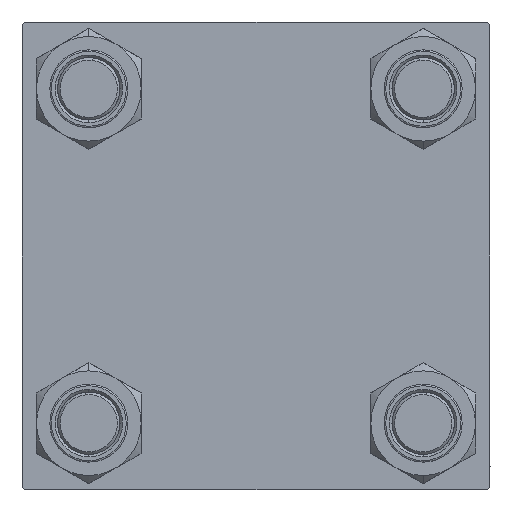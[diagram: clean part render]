
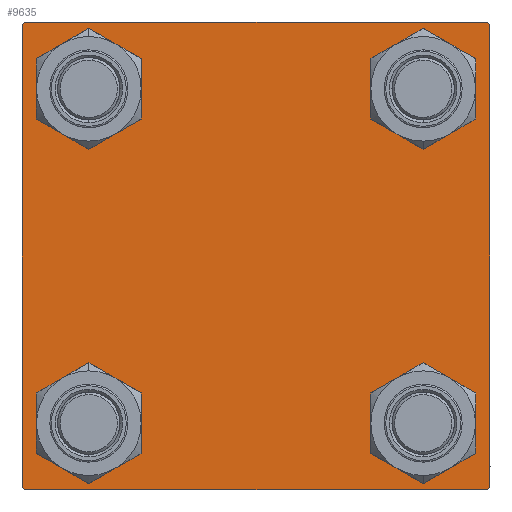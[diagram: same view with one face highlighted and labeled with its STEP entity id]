
A CAD part, left-side view. The second image highlights one B-rep face of the part: STEP entity #9635.
In plain terms, the highlighted planar face has unit normal (-1, 0, 0).
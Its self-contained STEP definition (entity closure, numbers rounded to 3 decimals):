
#74 = DIRECTION ( 'NONE',  ( 0., 0., 1. ) ) ;
#744 = LINE ( 'NONE', #47358, #47999 ) ;
#1036 = CARTESIAN_POINT ( 'NONE',  ( 0., -32.15, 38.65 ) ) ;
#1144 = ORIENTED_EDGE ( 'NONE', *, *, #12961, .F. ) ;
#1185 = CARTESIAN_POINT ( 'NONE',  ( 0., -45., -44.5 ) ) ;
#1529 = VERTEX_POINT ( 'NONE', #35768 ) ;
#1629 = CARTESIAN_POINT ( 'NONE',  ( 0., -32.15, 32.15 ) ) ;
#1645 = VECTOR ( 'NONE', #48459, 1000. ) ;
#1666 = CARTESIAN_POINT ( 'NONE',  ( 0., -32.15, 32.15 ) ) ;
#1707 = ORIENTED_EDGE ( 'NONE', *, *, #40885, .T. ) ;
#1950 = ORIENTED_EDGE ( 'NONE', *, *, #12605, .T. ) ;
#1978 = LINE ( 'NONE', #17512, #41962 ) ;
#2113 = CARTESIAN_POINT ( 'NONE',  ( 0., 44.5, -45. ) ) ;
#2328 = DIRECTION ( 'NONE',  ( 0., 0., 1. ) ) ;
#3330 = CARTESIAN_POINT ( 'NONE',  ( 0., 45., 44.5 ) ) ;
#3559 = CARTESIAN_POINT ( 'NONE',  ( 0., 44.75, 44.75 ) ) ;
#3752 = CIRCLE ( 'NONE', #7823, 6.5 ) ;
#5335 = DIRECTION ( 'NONE',  ( 0., -0.707, -0.707 ) ) ;
#6014 = EDGE_CURVE ( 'NONE', #27718, #27676, #8307, .T. ) ;
#6206 = DIRECTION ( 'NONE',  ( 1., 0., 0. ) ) ;
#6389 = LINE ( 'NONE', #3559, #30417 ) ;
#6527 = VERTEX_POINT ( 'NONE', #1185 ) ;
#6628 = CARTESIAN_POINT ( 'NONE',  ( 0., -32.15, -38.65 ) ) ;
#6741 = AXIS2_PLACEMENT_3D ( 'NONE', #41905, #14664, #27824 ) ;
#7108 = DIRECTION ( 'NONE',  ( 0., 0., 1. ) ) ;
#7823 = AXIS2_PLACEMENT_3D ( 'NONE', #38399, #21903, #7108 ) ;
#7911 = DIRECTION ( 'NONE',  ( 0., -1., 0. ) ) ;
#8126 = DIRECTION ( 'NONE',  ( 0., 0.707, 0.707 ) ) ;
#8184 = ORIENTED_EDGE ( 'NONE', *, *, #32837, .T. ) ;
#8307 = CIRCLE ( 'NONE', #36758, 6.5 ) ;
#8451 = CARTESIAN_POINT ( 'NONE',  ( 0., -32.15, -32.15 ) ) ;
#8689 = CARTESIAN_POINT ( 'NONE',  ( 0., 45., -45. ) ) ;
#8757 = EDGE_CURVE ( 'NONE', #8992, #37263, #41586, .T. ) ;
#8992 = VERTEX_POINT ( 'NONE', #22138 ) ;
#9474 = LINE ( 'NONE', #17119, #1645 ) ;
#9635 = ADVANCED_FACE ( 'NONE', ( #29509, #44815, #32580, #44318, #36645 ), #48141, .T. ) ;
#9653 = DIRECTION ( 'NONE',  ( 0., 0., 1. ) ) ;
#9932 = DIRECTION ( 'NONE',  ( 1., 0., 0. ) ) ;
#10293 = DIRECTION ( 'NONE',  ( 0., 0., 1. ) ) ;
#10943 = DIRECTION ( 'NONE',  ( 0., 0.707, -0.707 ) ) ;
#11120 = EDGE_CURVE ( 'NONE', #23434, #6527, #29956, .T. ) ;
#11717 = CARTESIAN_POINT ( 'NONE',  ( 0., 45., 45. ) ) ;
#12295 = AXIS2_PLACEMENT_3D ( 'NONE', #17558, #40964, #25705 ) ;
#12558 = EDGE_CURVE ( 'NONE', #36199, #1529, #36782, .T. ) ;
#12605 = EDGE_CURVE ( 'NONE', #1529, #36199, #16467, .T. ) ;
#12678 = DIRECTION ( 'NONE',  ( 0., 0., -1. ) ) ;
#12961 = EDGE_CURVE ( 'NONE', #47549, #44690, #46633, .T. ) ;
#13894 = ORIENTED_EDGE ( 'NONE', *, *, #35236, .T. ) ;
#14008 = DIRECTION ( 'NONE',  ( 0., 0., 1. ) ) ;
#14426 = CARTESIAN_POINT ( 'NONE',  ( 0., -45., 44.5 ) ) ;
#14664 = DIRECTION ( 'NONE',  ( 1., 0., 0. ) ) ;
#15520 = ORIENTED_EDGE ( 'NONE', *, *, #46245, .T. ) ;
#15662 = ORIENTED_EDGE ( 'NONE', *, *, #12558, .T. ) ;
#15798 = CARTESIAN_POINT ( 'NONE',  ( 0., -44.5, -45. ) ) ;
#16467 = CIRCLE ( 'NONE', #6741, 6.5 ) ;
#17018 = AXIS2_PLACEMENT_3D ( 'NONE', #45853, #9932, #14008 ) ;
#17119 = CARTESIAN_POINT ( 'NONE',  ( 0., -44.75, -44.75 ) ) ;
#17227 = ORIENTED_EDGE ( 'NONE', *, *, #11120, .F. ) ;
#17512 = CARTESIAN_POINT ( 'NONE',  ( 0., 45., 45. ) ) ;
#17558 = CARTESIAN_POINT ( 'NONE',  ( 0., 0., 0. ) ) ;
#18339 = AXIS2_PLACEMENT_3D ( 'NONE', #33076, #49144, #9653 ) ;
#18906 = VERTEX_POINT ( 'NONE', #38321 ) ;
#19260 = EDGE_LOOP ( 'NONE', ( #39977, #44027 ) ) ;
#19948 = CARTESIAN_POINT ( 'NONE',  ( 0., 32.15, -32.15 ) ) ;
#20435 = EDGE_CURVE ( 'NONE', #47886, #29682, #1978, .T. ) ;
#21511 = VECTOR ( 'NONE', #8126, 1000. ) ;
#21874 = ORIENTED_EDGE ( 'NONE', *, *, #20435, .T. ) ;
#21903 = DIRECTION ( 'NONE',  ( 1., 0., 0. ) ) ;
#22138 = CARTESIAN_POINT ( 'NONE',  ( 0., -32.15, -25.65 ) ) ;
#22302 = EDGE_CURVE ( 'NONE', #37263, #8992, #41912, .T. ) ;
#22498 = AXIS2_PLACEMENT_3D ( 'NONE', #1666, #37290, #10293 ) ;
#23434 = VERTEX_POINT ( 'NONE', #14426 ) ;
#25705 = DIRECTION ( 'NONE',  ( 0., 0., 1. ) ) ;
#26149 = CARTESIAN_POINT ( 'NONE',  ( 0., 32.15, 38.65 ) ) ;
#26337 = CARTESIAN_POINT ( 'NONE',  ( 0., 32.15, -38.65 ) ) ;
#27239 = CARTESIAN_POINT ( 'NONE',  ( 0., -44.75, 44.75 ) ) ;
#27433 = CARTESIAN_POINT ( 'NONE',  ( 0., -44.5, 45. ) ) ;
#27676 = VERTEX_POINT ( 'NONE', #1036 ) ;
#27718 = VERTEX_POINT ( 'NONE', #44079 ) ;
#27824 = DIRECTION ( 'NONE',  ( 0., 0., 1. ) ) ;
#28301 = ORIENTED_EDGE ( 'NONE', *, *, #33602, .T. ) ;
#29134 = CARTESIAN_POINT ( 'NONE',  ( 0., 44.5, 45. ) ) ;
#29448 = VECTOR ( 'NONE', #45518, 1000. ) ;
#29509 = FACE_BOUND ( 'NONE', #43253, .T. ) ;
#29602 = DIRECTION ( 'NONE',  ( 0., 0., 1. ) ) ;
#29682 = VERTEX_POINT ( 'NONE', #44430 ) ;
#29936 = DIRECTION ( 'NONE',  ( 1., 0., 0. ) ) ;
#29956 = LINE ( 'NONE', #41931, #29448 ) ;
#30417 = VECTOR ( 'NONE', #10943, 1000. ) ;
#31117 = AXIS2_PLACEMENT_3D ( 'NONE', #19948, #29936, #74 ) ;
#31533 = LINE ( 'NONE', #27239, #21511 ) ;
#32580 = FACE_BOUND ( 'NONE', #41795, .T. ) ;
#32837 = EDGE_CURVE ( 'NONE', #18906, #35857, #34922, .T. ) ;
#33076 = CARTESIAN_POINT ( 'NONE',  ( 0., -32.15, -32.15 ) ) ;
#33372 = DIRECTION ( 'NONE',  ( 1., 0., 0. ) ) ;
#33602 = EDGE_CURVE ( 'NONE', #29682, #39685, #744, .T. ) ;
#34232 = ORIENTED_EDGE ( 'NONE', *, *, #40980, .T. ) ;
#34922 = CIRCLE ( 'NONE', #17018, 6.5 ) ;
#35236 = EDGE_CURVE ( 'NONE', #49555, #6527, #9474, .T. ) ;
#35768 = CARTESIAN_POINT ( 'NONE',  ( 0., 32.15, -25.65 ) ) ;
#35857 = VERTEX_POINT ( 'NONE', #26149 ) ;
#36199 = VERTEX_POINT ( 'NONE', #26337 ) ;
#36229 = ORIENTED_EDGE ( 'NONE', *, *, #6014, .T. ) ;
#36645 = FACE_OUTER_BOUND ( 'NONE', #41220, .T. ) ;
#36758 = AXIS2_PLACEMENT_3D ( 'NONE', #1629, #6206, #29602 ) ;
#36782 = CIRCLE ( 'NONE', #31117, 6.5 ) ;
#37263 = VERTEX_POINT ( 'NONE', #6628 ) ;
#37290 = DIRECTION ( 'NONE',  ( 1., 0., 0. ) ) ;
#37629 = ORIENTED_EDGE ( 'NONE', *, *, #49031, .T. ) ;
#38321 = CARTESIAN_POINT ( 'NONE',  ( 0., 32.15, 25.65 ) ) ;
#38399 = CARTESIAN_POINT ( 'NONE',  ( 0., 32.15, 32.15 ) ) ;
#39305 = VECTOR ( 'NONE', #47408, 1000. ) ;
#39685 = VERTEX_POINT ( 'NONE', #2113 ) ;
#39977 = ORIENTED_EDGE ( 'NONE', *, *, #8757, .T. ) ;
#40706 = EDGE_CURVE ( 'NONE', #39685, #49555, #43322, .T. ) ;
#40885 = EDGE_CURVE ( 'NONE', #47549, #47886, #6389, .T. ) ;
#40964 = DIRECTION ( 'NONE',  ( -1., 0., 0. ) ) ;
#40980 = EDGE_CURVE ( 'NONE', #23434, #44690, #31533, .T. ) ;
#41220 = EDGE_LOOP ( 'NONE', ( #21874, #28301, #44075, #13894, #17227, #34232, #1144, #1707 ) ) ;
#41586 = CIRCLE ( 'NONE', #44851, 6.5 ) ;
#41795 = EDGE_LOOP ( 'NONE', ( #1950, #15662 ) ) ;
#41905 = CARTESIAN_POINT ( 'NONE',  ( 0., 32.15, -32.15 ) ) ;
#41912 = CIRCLE ( 'NONE', #18339, 6.5 ) ;
#41931 = CARTESIAN_POINT ( 'NONE',  ( 0., -45., 45. ) ) ;
#41962 = VECTOR ( 'NONE', #12678, 1000. ) ;
#43253 = EDGE_LOOP ( 'NONE', ( #15520, #36229 ) ) ;
#43322 = LINE ( 'NONE', #8689, #39305 ) ;
#44027 = ORIENTED_EDGE ( 'NONE', *, *, #22302, .T. ) ;
#44075 = ORIENTED_EDGE ( 'NONE', *, *, #40706, .T. ) ;
#44079 = CARTESIAN_POINT ( 'NONE',  ( 0., -32.15, 25.65 ) ) ;
#44318 = FACE_BOUND ( 'NONE', #46064, .T. ) ;
#44430 = CARTESIAN_POINT ( 'NONE',  ( 0., 45., -44.5 ) ) ;
#44448 = CIRCLE ( 'NONE', #22498, 6.5 ) ;
#44690 = VERTEX_POINT ( 'NONE', #27433 ) ;
#44815 = FACE_BOUND ( 'NONE', #19260, .T. ) ;
#44851 = AXIS2_PLACEMENT_3D ( 'NONE', #8451, #33372, #2328 ) ;
#45518 = DIRECTION ( 'NONE',  ( 0., 0., -1. ) ) ;
#45809 = VECTOR ( 'NONE', #7911, 1000. ) ;
#45853 = CARTESIAN_POINT ( 'NONE',  ( 0., 32.15, 32.15 ) ) ;
#46064 = EDGE_LOOP ( 'NONE', ( #37629, #8184 ) ) ;
#46245 = EDGE_CURVE ( 'NONE', #27676, #27718, #44448, .T. ) ;
#46633 = LINE ( 'NONE', #11717, #45809 ) ;
#47358 = CARTESIAN_POINT ( 'NONE',  ( 0., 44.75, -44.75 ) ) ;
#47408 = DIRECTION ( 'NONE',  ( 0., -1., 0. ) ) ;
#47549 = VERTEX_POINT ( 'NONE', #29134 ) ;
#47886 = VERTEX_POINT ( 'NONE', #3330 ) ;
#47999 = VECTOR ( 'NONE', #5335, 1000. ) ;
#48141 = PLANE ( 'NONE',  #12295 ) ;
#48459 = DIRECTION ( 'NONE',  ( 0., -0.707, 0.707 ) ) ;
#49031 = EDGE_CURVE ( 'NONE', #35857, #18906, #3752, .T. ) ;
#49144 = DIRECTION ( 'NONE',  ( 1., 0., 0. ) ) ;
#49555 = VERTEX_POINT ( 'NONE', #15798 ) ;
